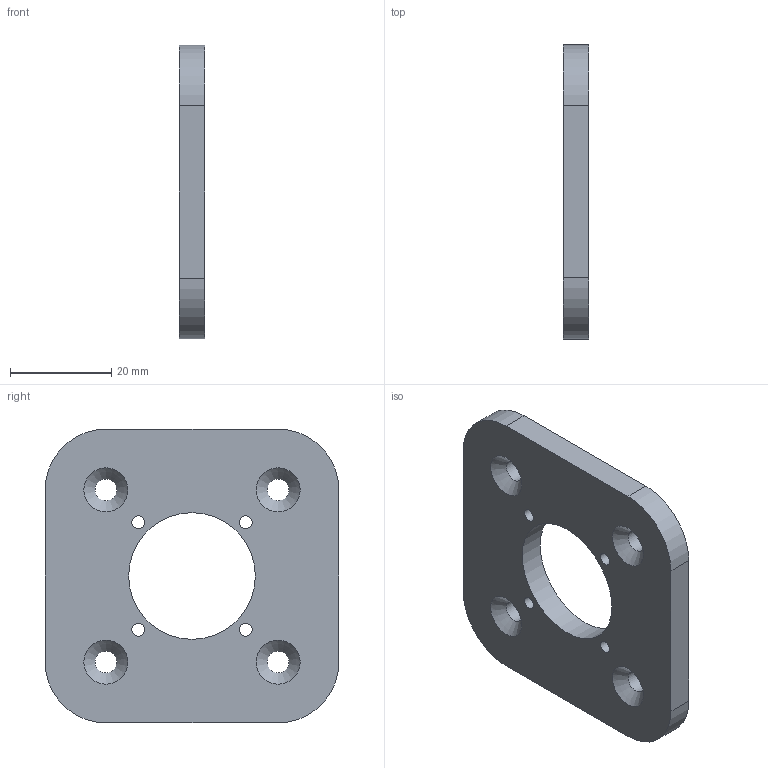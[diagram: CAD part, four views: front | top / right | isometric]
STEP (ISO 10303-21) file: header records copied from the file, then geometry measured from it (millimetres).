
FILE_DESCRIPTION(/* description */ (''),/* implementation_level */ '2;1');
FILE_NAME(/* name */ 'DOF1 CDSR Mounting Plate.step',/* time_stamp */ '2022-09-15T04:22:24+02:00',/* author */ (''),/* organization */ (''),/* preprocessor_version */ 'ST-DEVELOPER v19',/* originating_system */ 'Autodesk Translation Framework v11.7.0.108',/* authorisation */ '');
FILE_SCHEMA (('AUTOMOTIVE_DESIGN { 1 0 10303 214 3 1 1 }'));
Length unit declared in the file: millimetre
Products named in the file (1): DOF1 CDSR Mounting Plate
Bounding box: 5 x 58 x 58 mm (x, y, z)
Volume: 13181.3 mm3; surface area: 7177 mm2
Topology: 1 solids, 1 shells, 23 faces, 59 edges, 38 vertices
Faces by surface type: cylinder 13, plane 6, cone 4
Full cylindrical faces by diameter (mm): 2.529 x4, 4.3 x4, 25 x1
Entity records: 776 total; most frequent: DIRECTION 137, CARTESIAN_POINT 121, ORIENTED_EDGE 118, EDGE_CURVE 59, AXIS2_PLACEMENT_3D 54, EDGE_LOOP 41, VERTEX_POINT 38, CIRCLE 30
